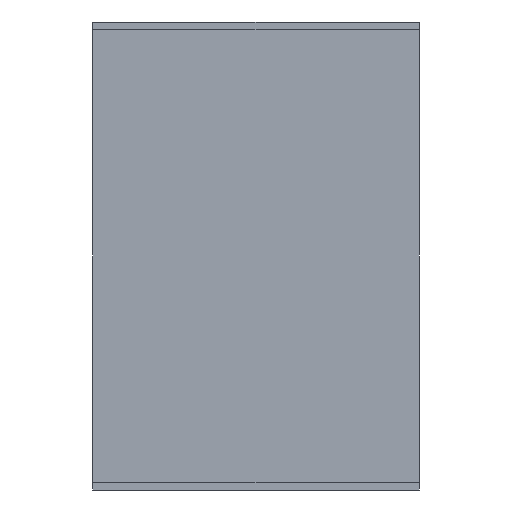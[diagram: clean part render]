
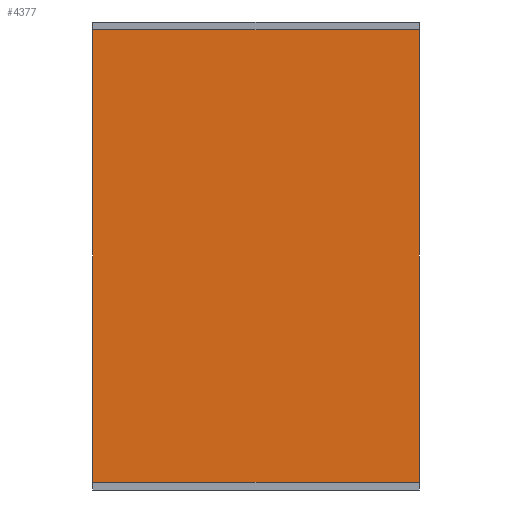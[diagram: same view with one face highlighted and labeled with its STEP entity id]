
A CAD part, left-side view. The second image highlights one B-rep face of the part: STEP entity #4377.
In plain terms, the highlighted planar face has unit normal (-1, 0, 0).
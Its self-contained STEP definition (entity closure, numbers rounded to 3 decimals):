
#2260=CARTESIAN_POINT('POINT141',(495.3,270.51,31.75));
#2261=VERTEX_POINT('VERTEX141',#2260);
#2268=CARTESIAN_POINT('POINT142',(495.3,270.51,406.4));
#2269=VERTEX_POINT('VERTEX142',#2268);
#2270=CARTESIAN_POINT('POS276',(495.3,270.51,31.75));
#2271=DIRECTION('DIR476',(0.,0.,1.));
#2272=VECTOR('VEC76',#2271,25.4);
#2273=LINE('STRAIGHT76',#2270,#2272);
#2274=EDGE_CURVE('EDGE208',#2261,#2269,#2273,.T.);
#4330=CARTESIAN_POINT('POINT261',(495.3,0.,31.75));
#4331=VERTEX_POINT('VERTEX261',#4330);
#4332=CARTESIAN_POINT('POS512',(495.3,0.,31.75));
#4333=DIRECTION('DIR878',(0.,1.,0.));
#4334=VECTOR('VEC146',#4333,25.4);
#4335=LINE('STRAIGHT146',#4332,#4334);
#4336=EDGE_CURVE('EDGE386',#4331,#2261,#4335,.T.);
#4354=CARTESIAN_POINT('POINT262',(495.3,0.,406.4));
#4355=VERTEX_POINT('VERTEX262',#4354);
#4356=CARTESIAN_POINT('POS515',(495.3,0.,406.4));
#4357=DIRECTION('DIR882',(0.,1.,0.));
#4358=VECTOR('VEC148',#4357,25.4);
#4359=LINE('STRAIGHT148',#4356,#4358);
#4360=EDGE_CURVE('EDGE388',#4355,#2269,#4359,.T.);
#4361=ORIENTED_EDGE('COEDGE579',*,*,#4360,.T.);
#4362=ORIENTED_EDGE('COEDGE580',*,*,#2274,.F.);
#4363=ORIENTED_EDGE('COEDGE581',*,*,#4336,.F.);
#4364=CARTESIAN_POINT('POS516',(495.3,0.,31.75));
#4365=DIRECTION('DIR883',(0.,0.,1.));
#4366=VECTOR('VEC149',#4365,25.4);
#4367=LINE('STRAIGHT149',#4364,#4366);
#4368=EDGE_CURVE('EDGE389',#4331,#4355,#4367,.T.);
#4369=ORIENTED_EDGE('COEDGE582',*,*,#4368,.T.);
#4370=EDGE_LOOP('NONE',(#4361,#4362,#4363,#4369));
#4371=FACE_BOUND('LOOP1',#4370,.T.);
#4372=CARTESIAN_POINT('POS517',(495.3,0.,31.75));
#4373=DIRECTION('DIR884',(-1.,0.,0.));
#4374=DIRECTION('DIR885',(0.,1.,0.));
#4375=AXIS2_PLACEMENT_3D('AXIS368',#4372,#4373,#4374);
#4376=PLANE('PLANE8',#4375);
#4377=ADVANCED_FACE('FACE128',(#4371),#4376,.T.);
